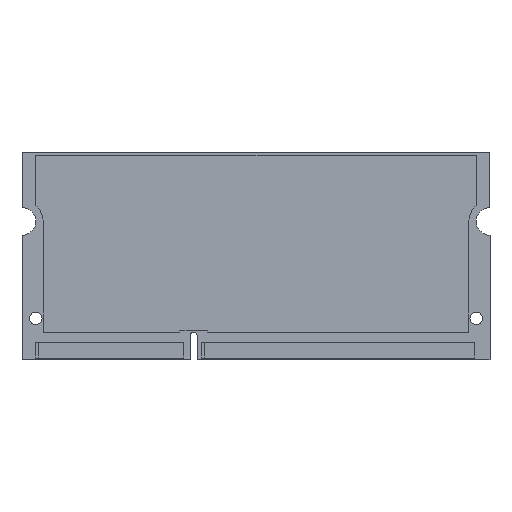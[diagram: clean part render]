
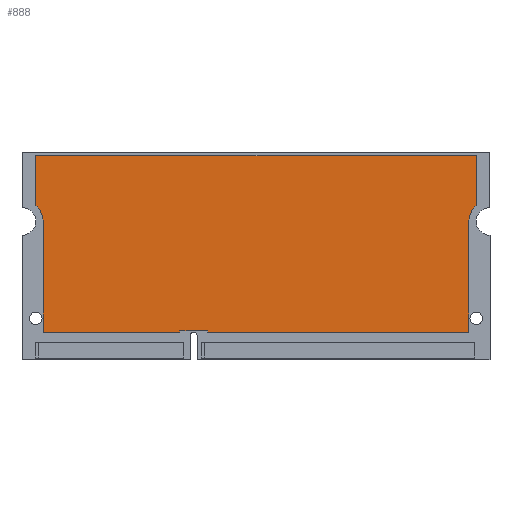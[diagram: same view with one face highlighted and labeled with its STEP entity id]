
A CAD part, top view. The second image highlights one B-rep face of the part: STEP entity #888.
In plain terms, the highlighted planar face has unit normal (0, 0, 1).
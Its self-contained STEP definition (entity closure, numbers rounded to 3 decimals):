
#498=CARTESIAN_POINT('',(31.8,23.103,3.8));
#499=VERTEX_POINT('',#498);
#500=CARTESIAN_POINT('',(30.75,20.8,3.8));
#501=VERTEX_POINT('',#500);
#502=CARTESIAN_POINT('',(33.8,20.8,3.8));
#503=DIRECTION('',(0.0,0.0,1.0));
#504=DIRECTION('',(-0.91,0.415,0.0));
#505=AXIS2_PLACEMENT_3D('',#502,#503,#504);
#506=CIRCLE('',#505,3.05);
#507=EDGE_CURVE('',#499,#501,#506,.T.);
#540=CARTESIAN_POINT('',(30.75,4.8,3.8));
#541=VERTEX_POINT('',#540);
#542=CARTESIAN_POINT('',(30.75,20.8,3.8));
#543=DIRECTION('',(0.0,-1.0,0.0));
#544=VECTOR('',#543,16.0);
#545=LINE('',#542,#544);
#546=EDGE_CURVE('',#501,#541,#545,.T.);
#571=CARTESIAN_POINT('',(-7.,4.8,3.8));
#572=VERTEX_POINT('',#571);
#573=CARTESIAN_POINT('',(30.75,4.8,3.8));
#574=DIRECTION('',(-1.0,0.0,0.0));
#575=VECTOR('',#574,37.75);
#576=LINE('',#573,#575);
#577=EDGE_CURVE('',#541,#572,#576,.T.);
#602=CARTESIAN_POINT('',(-7.,5.,3.8));
#603=VERTEX_POINT('',#602);
#604=CARTESIAN_POINT('',(-7.,4.8,3.8));
#605=DIRECTION('',(0.0,1.0,0.0));
#606=VECTOR('',#605,0.2);
#607=LINE('',#604,#606);
#608=EDGE_CURVE('',#572,#603,#607,.T.);
#633=CARTESIAN_POINT('',(-11.,5.,3.8));
#634=VERTEX_POINT('',#633);
#635=CARTESIAN_POINT('',(-7.,5.,3.8));
#636=DIRECTION('',(-1.0,0.0,0.0));
#637=VECTOR('',#636,4.);
#638=LINE('',#635,#637);
#639=EDGE_CURVE('',#603,#634,#638,.T.);
#664=CARTESIAN_POINT('',(-11.,4.8,3.8));
#665=VERTEX_POINT('',#664);
#666=CARTESIAN_POINT('',(-11.,5.,3.8));
#667=DIRECTION('',(0.0,-1.0,0.0));
#668=VECTOR('',#667,0.2);
#669=LINE('',#666,#668);
#670=EDGE_CURVE('',#634,#665,#669,.T.);
#695=CARTESIAN_POINT('',(-30.75,4.8,3.8));
#696=VERTEX_POINT('',#695);
#697=CARTESIAN_POINT('',(-11.,4.8,3.8));
#698=DIRECTION('',(-1.0,0.0,0.0));
#699=VECTOR('',#698,19.75);
#700=LINE('',#697,#699);
#701=EDGE_CURVE('',#665,#696,#700,.T.);
#726=CARTESIAN_POINT('',(-30.75,20.8,3.8));
#727=VERTEX_POINT('',#726);
#728=CARTESIAN_POINT('',(-30.75,4.8,3.8));
#729=DIRECTION('',(0.0,1.0,0.0));
#730=VECTOR('',#729,16.0);
#731=LINE('',#728,#730);
#732=EDGE_CURVE('',#696,#727,#731,.T.);
#757=CARTESIAN_POINT('',(-31.8,23.103,3.8));
#758=VERTEX_POINT('',#757);
#759=CARTESIAN_POINT('',(-33.8,20.8,3.8));
#760=DIRECTION('',(0.0,0.0,1.0));
#761=DIRECTION('',(0.91,0.415,0.0));
#762=AXIS2_PLACEMENT_3D('',#759,#760,#761);
#763=CIRCLE('',#762,3.05);
#764=EDGE_CURVE('',#727,#758,#763,.T.);
#790=CARTESIAN_POINT('',(-31.8,30.3,3.8));
#791=VERTEX_POINT('',#790);
#792=CARTESIAN_POINT('',(-31.8,23.103,3.8));
#793=DIRECTION('',(0.0,1.0,0.0));
#794=VECTOR('',#793,7.197);
#795=LINE('',#792,#794);
#796=EDGE_CURVE('',#758,#791,#795,.T.);
#821=CARTESIAN_POINT('',(31.8,30.3,3.8));
#822=VERTEX_POINT('',#821);
#823=CARTESIAN_POINT('',(-31.8,30.3,3.8));
#824=DIRECTION('',(1.0,0.0,0.0));
#825=VECTOR('',#824,63.6);
#826=LINE('',#823,#825);
#827=EDGE_CURVE('',#791,#822,#826,.T.);
#852=CARTESIAN_POINT('',(31.8,30.3,3.8));
#853=DIRECTION('',(0.0,-1.0,0.0));
#854=VECTOR('',#853,7.197);
#855=LINE('',#852,#854);
#856=EDGE_CURVE('',#822,#499,#855,.T.);
#869=CARTESIAN_POINT('',(-0.02,17.694,3.8));
#870=DIRECTION('',(0.0,0.0,1.0));
#871=DIRECTION('',(1.0,0.0,0.0));
#872=AXIS2_PLACEMENT_3D('',#869,#870,#871);
#873=PLANE('',#872);
#874=ORIENTED_EDGE('',*,*,#507,.F.);
#875=ORIENTED_EDGE('',*,*,#856,.F.);
#876=ORIENTED_EDGE('',*,*,#827,.F.);
#877=ORIENTED_EDGE('',*,*,#796,.F.);
#878=ORIENTED_EDGE('',*,*,#764,.F.);
#879=ORIENTED_EDGE('',*,*,#732,.F.);
#880=ORIENTED_EDGE('',*,*,#701,.F.);
#881=ORIENTED_EDGE('',*,*,#670,.F.);
#882=ORIENTED_EDGE('',*,*,#639,.F.);
#883=ORIENTED_EDGE('',*,*,#608,.F.);
#884=ORIENTED_EDGE('',*,*,#577,.F.);
#885=ORIENTED_EDGE('',*,*,#546,.F.);
#886=EDGE_LOOP('',(#874,#875,#876,#877,#878,#879,#880,#881,#882,#883,#884,#885));
#887=FACE_OUTER_BOUND('',#886,.T.);
#888=ADVANCED_FACE('',(#887),#873,.T.);
